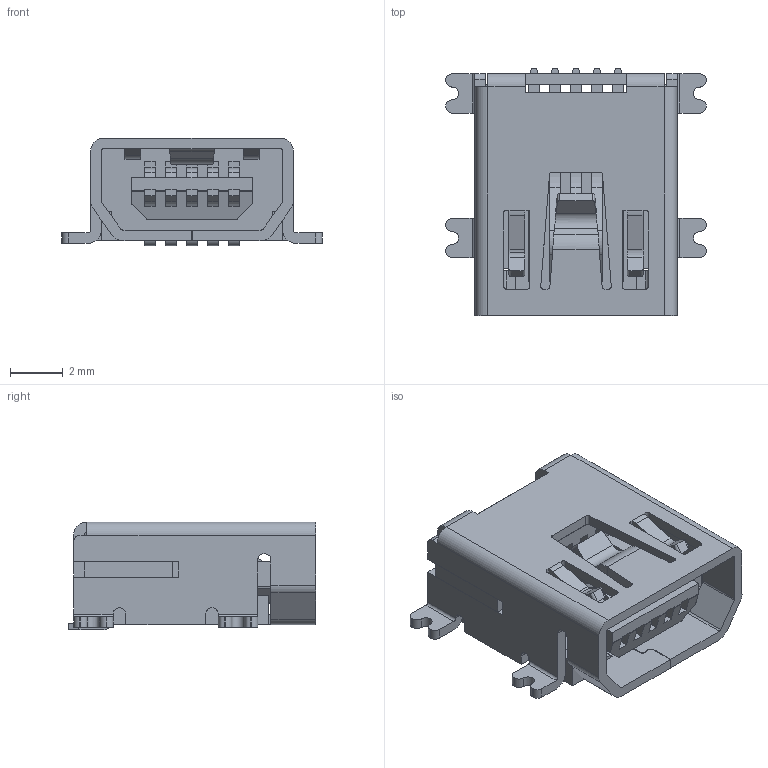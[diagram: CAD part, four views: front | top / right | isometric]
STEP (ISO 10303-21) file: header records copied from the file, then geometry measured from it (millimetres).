
FILE_DESCRIPTION (( 'STEP AP214' ), '1' );
FILE_NAME ('651305142821.STEP', '2021-05-25T08:16:40', ( '' ), ( '' ), 'SwSTEP 2.0', 'SolidWorks 2018', '' );
FILE_SCHEMA (( 'AUTOMOTIVE_DESIGN' ));
Length unit declared in the file: millimetre
Products named in the file (9): Insulator.stp; Shielding.stp; 651305142821; 651305142821_Download_STP_651305142821_rev1.stp; Pins-3.stp; Pins-2.stp; Pins-1.stp; Pins-0.stp; Pins.stp
Assembly tree (8 placements, depth 3):
  651305142821
    651305142821_Download_STP_651305142821_rev1.stp
      Shielding.stp
      Insulator.stp
      Pins.stp
      Pins-0.stp
      Pins-1.stp
      Pins-2.stp
      Pins-3.stp
Bounding box: 9.9 x 9.4 x 4.1 mm (x, y, z)
Volume: 150.3 mm3; surface area: 753.2 mm2
Topology: 7 solids, 7 shells, 488 faces, 1422 edges, 930 vertices
Faces by surface type: plane 308, cylinder 174, bspline 4, sphere 2
Entity records: 16516 total; most frequent: CARTESIAN_POINT 2954, ORIENTED_EDGE 2840, DIRECTION 2736, EDGE_CURVE 1420, LINE 1072, VECTOR 1072, VERTEX_POINT 930, AXIS2_PLACEMENT_3D 832
